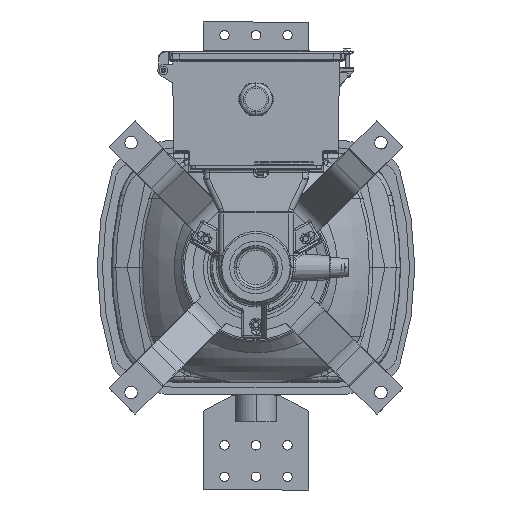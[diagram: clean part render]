
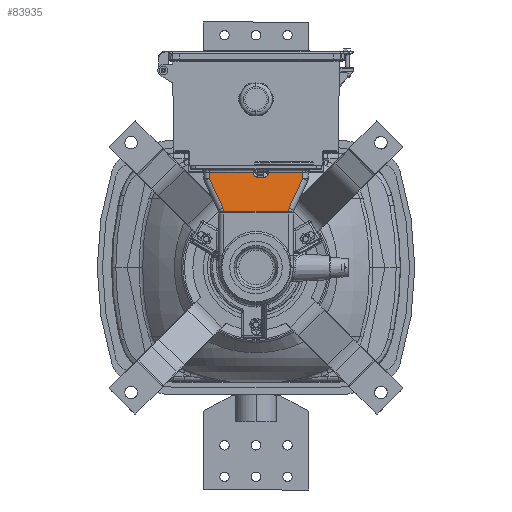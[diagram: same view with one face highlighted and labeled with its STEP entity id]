
A CAD part, front view. The second image highlights one B-rep face of the part: STEP entity #83935.
In plain terms, the highlighted planar face has unit normal (0, -0.994, 0.112).
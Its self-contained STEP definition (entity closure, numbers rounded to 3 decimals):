
#5548 =( BOUNDED_CURVE ( )  B_SPLINE_CURVE ( 3, ( #84609, #84628, #84611, #84612 ),
 .UNSPECIFIED., .F., .F. ) 
 B_SPLINE_CURVE_WITH_KNOTS ( ( 4, 4 ),
 ( 4.276, 4.629 ),
 .UNSPECIFIED. ) 
 CURVE ( )  GEOMETRIC_REPRESENTATION_ITEM ( )  RATIONAL_B_SPLINE_CURVE ( ( 1., 0.99, 0.99, 1. ) ) 
 REPRESENTATION_ITEM ( '' )  );
#5582 =( BOUNDED_CURVE ( )  B_SPLINE_CURVE ( 3, ( #82608, #82631, #82634, #82635 ),
 .UNSPECIFIED., .F., .T. ) 
 B_SPLINE_CURVE_WITH_KNOTS ( ( 4, 4 ),
 ( 3.142, 4.712 ),
 .UNSPECIFIED. ) 
 CURVE ( )  GEOMETRIC_REPRESENTATION_ITEM ( )  RATIONAL_B_SPLINE_CURVE ( ( 1., 0.805, 0.805, 1. ) ) 
 REPRESENTATION_ITEM ( '' )  );
#5624 =( BOUNDED_CURVE ( )  B_SPLINE_CURVE ( 3, ( #82749, #82762, #82731, #82737 ),
 .UNSPECIFIED., .F., .T. ) 
 B_SPLINE_CURVE_WITH_KNOTS ( ( 4, 4 ),
 ( 1.654, 2.007 ),
 .UNSPECIFIED. ) 
 CURVE ( )  GEOMETRIC_REPRESENTATION_ITEM ( )  RATIONAL_B_SPLINE_CURVE ( ( 1., 0.99, 0.99, 1. ) ) 
 REPRESENTATION_ITEM ( '' )  );
#5630 =( BOUNDED_CURVE ( )  B_SPLINE_CURVE ( 3, ( #80184, #80241, #80206, #80254 ),
 .UNSPECIFIED., .F., .T. ) 
 B_SPLINE_CURVE_WITH_KNOTS ( ( 4, 4 ),
 ( 4.712, 6.283 ),
 .UNSPECIFIED. ) 
 CURVE ( )  GEOMETRIC_REPRESENTATION_ITEM ( )  RATIONAL_B_SPLINE_CURVE ( ( 1., 0.805, 0.805, 1. ) ) 
 REPRESENTATION_ITEM ( '' )  );
#6700 = VECTOR ( 'NONE', #84269, 1000. ) ;
#6706 = LINE ( 'NONE', #84267, #6700 ) ;
#6736 = LINE ( 'NONE', #84413, #6767 ) ;
#6740 = LINE ( 'NONE', #84427, #6780 ) ;
#6761 = LINE ( 'NONE', #84464, #6763 ) ;
#6763 = VECTOR ( 'NONE', #84488, 1000. ) ;
#6767 = VECTOR ( 'NONE', #84441, 1000. ) ;
#6780 = VECTOR ( 'NONE', #84409, 1000. ) ;
#6795 = VECTOR ( 'NONE', #84527, 1000. ) ;
#6830 = LINE ( 'NONE', #84502, #6795 ) ;
#7067 = LINE ( 'NONE', #82611, #7091 ) ;
#7091 = VECTOR ( 'NONE', #82630, 1000. ) ;
#7117 = VECTOR ( 'NONE', #82768, 1000. ) ;
#7145 = LINE ( 'NONE', #82702, #7117 ) ;
#7158 = VECTOR ( 'NONE', #82734, 1000. ) ;
#7188 = LINE ( 'NONE', #82726, #7158 ) ;
#7197 = VECTOR ( 'NONE', #80113, 1000. ) ;
#7230 = LINE ( 'NONE', #80093, #7197 ) ;
#7268 = LINE ( 'NONE', #80446, #7279 ) ;
#7279 = VECTOR ( 'NONE', #80441, 1000. ) ;
#26535 = VERTEX_POINT ( 'NONE', #95072 ) ;
#26586 = VERTEX_POINT ( 'NONE', #93668 ) ;
#26608 = VERTEX_POINT ( 'NONE', #93745 ) ;
#26678 = VERTEX_POINT ( 'NONE', #93787 ) ;
#26795 = VERTEX_POINT ( 'NONE', #93911 ) ;
#33912 = DIRECTION ( 'NONE',  ( 0., 0.994, -0.112 ) ) ;
#33918 = DIRECTION ( 'NONE',  ( 0., 0.112, 0.994 ) ) ;
#33920 = CARTESIAN_POINT ( 'NONE',  ( 124.5, -100., 106. ) ) ;
#33935 = PLANE ( 'NONE',  #89429 ) ;
#47603 = EDGE_CURVE ( 'NONE', #53054, #53187, #6706, .T. ) ;
#47630 = EDGE_CURVE ( 'NONE', #53362, #53276, #6740, .T. ) ;
#47638 = EDGE_CURVE ( 'NONE', #53065, #53050, #6736, .T. ) ;
#47649 = EDGE_CURVE ( 'NONE', #53415, #53343, #6761, .T. ) ;
#47671 = EDGE_CURVE ( 'NONE', #53276, #53409, #6830, .T. ) ;
#47699 = EDGE_CURVE ( 'NONE', #53409, #53415, #5548, .T. ) ;
#47911 = EDGE_CURVE ( 'NONE', #26678, #53362, #7067, .T. ) ;
#47913 = EDGE_CURVE ( 'NONE', #53054, #53050, #5582, .T. ) ;
#47943 = EDGE_CURVE ( 'NONE', #26608, #26535, #7145, .T. ) ;
#47951 = EDGE_CURVE ( 'NONE', #26586, #26608, #7188, .T. ) ;
#47954 = EDGE_CURVE ( 'NONE', #53343, #26586, #5624, .T. ) ;
#47996 = EDGE_CURVE ( 'NONE', #26795, #26678, #7230, .T. ) ;
#48018 = EDGE_CURVE ( 'NONE', #26795, #53187, #5630, .T. ) ;
#48026 = EDGE_CURVE ( 'NONE', #26535, #53065, #7268, .T. ) ;
#53050 = VERTEX_POINT ( 'NONE', #72544 ) ;
#53054 = VERTEX_POINT ( 'NONE', #72553 ) ;
#53065 = VERTEX_POINT ( 'NONE', #72579 ) ;
#53187 = VERTEX_POINT ( 'NONE', #72794 ) ;
#53276 = VERTEX_POINT ( 'NONE', #73005 ) ;
#53343 = VERTEX_POINT ( 'NONE', #73206 ) ;
#53362 = VERTEX_POINT ( 'NONE', #73310 ) ;
#53409 = VERTEX_POINT ( 'NONE', #73356 ) ;
#53415 = VERTEX_POINT ( 'NONE', #73394 ) ;
#72544 = CARTESIAN_POINT ( 'NONE',  ( 23., -91.725, 179.553 ) ) ;
#72553 = CARTESIAN_POINT ( 'NONE',  ( 15., -92.625, 171.553 ) ) ;
#72579 = CARTESIAN_POINT ( 'NONE',  ( 23., -91.5, 181.553 ) ) ;
#72794 = CARTESIAN_POINT ( 'NONE',  ( 3., -92.625, 171.553 ) ) ;
#73005 = CARTESIAN_POINT ( 'NONE',  ( -89., -92.875, 169.336 ) ) ;
#73206 = CARTESIAN_POINT ( 'NONE',  ( 61.069, -99.937, 106.557 ) ) ;
#73310 = CARTESIAN_POINT ( 'NONE',  ( -89., -91.5, 181.553 ) ) ;
#73356 = CARTESIAN_POINT ( 'NONE',  ( -62.876, -99.172, 113.357 ) ) ;
#73394 = CARTESIAN_POINT ( 'NONE',  ( -61.069, -99.937, 106.557 ) ) ;
#80093 = CARTESIAN_POINT ( 'NONE',  ( -5., -91., 186. ) ) ;
#80113 = DIRECTION ( 'NONE',  ( 0., 0.112, 0.994 ) ) ;
#80184 = CARTESIAN_POINT ( 'NONE',  ( -5., -91.725, 179.553 ) ) ;
#80206 = CARTESIAN_POINT ( 'NONE',  ( -1.686, -92.625, 171.553 ) ) ;
#80241 = CARTESIAN_POINT ( 'NONE',  ( -5., -92.253, 174.867 ) ) ;
#80254 = CARTESIAN_POINT ( 'NONE',  ( 3., -92.625, 171.553 ) ) ;
#80441 = DIRECTION ( 'NONE',  ( -1., 0., 0. ) ) ;
#80446 = CARTESIAN_POINT ( 'NONE',  ( 19., -91.5, 181.553 ) ) ;
#81012 = FACE_OUTER_BOUND ( 'NONE', #126762, .T. ) ;
#82608 = CARTESIAN_POINT ( 'NONE',  ( 15., -92.625, 171.553 ) ) ;
#82611 = CARTESIAN_POINT ( 'NONE',  ( -89., -91.5, 181.553 ) ) ;
#82630 = DIRECTION ( 'NONE',  ( -1., 0., 0. ) ) ;
#82631 = CARTESIAN_POINT ( 'NONE',  ( 19.686, -92.625, 171.553 ) ) ;
#82634 = CARTESIAN_POINT ( 'NONE',  ( 23., -92.253, 174.867 ) ) ;
#82635 = CARTESIAN_POINT ( 'NONE',  ( 23., -91.725, 179.553 ) ) ;
#82702 = CARTESIAN_POINT ( 'NONE',  ( 89., -91.45, 182. ) ) ;
#82726 = CARTESIAN_POINT ( 'NONE',  ( 88.55, -92.983, 168.373 ) ) ;
#82731 = CARTESIAN_POINT ( 'NONE',  ( 61.874, -99.414, 111.21 ) ) ;
#82734 = DIRECTION ( 'NONE',  ( 0.421, 0.101, 0.902 ) ) ;
#82737 = CARTESIAN_POINT ( 'NONE',  ( 62.876, -99.172, 113.357 ) ) ;
#82749 = CARTESIAN_POINT ( 'NONE',  ( 61.069, -99.937, 106.557 ) ) ;
#82762 = CARTESIAN_POINT ( 'NONE',  ( 61.265, -99.672, 108.919 ) ) ;
#82768 = DIRECTION ( 'NONE',  ( 0., 0.112, 0.994 ) ) ;
#83935 = ADVANCED_FACE ( 'NONE', ( #81012 ), #33935, .F. ) ;
#84267 = CARTESIAN_POINT ( 'NONE',  ( 124.5, -92.625, 171.553 ) ) ;
#84269 = DIRECTION ( 'NONE',  ( -1., 0., 0. ) ) ;
#84409 = DIRECTION ( 'NONE',  ( 0., -0.112, -0.994 ) ) ;
#84413 = CARTESIAN_POINT ( 'NONE',  ( 23., -92.125, 176. ) ) ;
#84427 = CARTESIAN_POINT ( 'NONE',  ( -89., -93., 168.218 ) ) ;
#84441 = DIRECTION ( 'NONE',  ( 0., -0.112, -0.994 ) ) ;
#84464 = CARTESIAN_POINT ( 'NONE',  ( 71., -99.937, 106.557 ) ) ;
#84488 = DIRECTION ( 'NONE',  ( 1., 0., 0. ) ) ;
#84502 = CARTESIAN_POINT ( 'NONE',  ( -62.427, -99.281, 112.394 ) ) ;
#84527 = DIRECTION ( 'NONE',  ( 0.421, -0.101, -0.902 ) ) ;
#84609 = CARTESIAN_POINT ( 'NONE',  ( -62.876, -99.172, 113.357 ) ) ;
#84611 = CARTESIAN_POINT ( 'NONE',  ( -61.265, -99.672, 108.919 ) ) ;
#84612 = CARTESIAN_POINT ( 'NONE',  ( -61.069, -99.937, 106.557 ) ) ;
#84628 = CARTESIAN_POINT ( 'NONE',  ( -61.874, -99.414, 111.21 ) ) ;
#89429 = AXIS2_PLACEMENT_3D ( 'NONE', #33920, #33912, #33918 ) ;
#93668 = CARTESIAN_POINT ( 'NONE',  ( 62.876, -99.172, 113.357 ) ) ;
#93745 = CARTESIAN_POINT ( 'NONE',  ( 89., -92.875, 169.336 ) ) ;
#93787 = CARTESIAN_POINT ( 'NONE',  ( -5., -91.5, 181.553 ) ) ;
#93911 = CARTESIAN_POINT ( 'NONE',  ( -5., -91.725, 179.553 ) ) ;
#95072 = CARTESIAN_POINT ( 'NONE',  ( 89., -91.5, 181.553 ) ) ;
#124358 = ORIENTED_EDGE ( 'NONE', *, *, #47996, .T. ) ;
#124363 = ORIENTED_EDGE ( 'NONE', *, *, #47603, .T. ) ;
#124370 = ORIENTED_EDGE ( 'NONE', *, *, #48026, .T. ) ;
#124371 = ORIENTED_EDGE ( 'NONE', *, *, #47943, .T. ) ;
#124394 = ORIENTED_EDGE ( 'NONE', *, *, #47951, .T. ) ;
#124397 = ORIENTED_EDGE ( 'NONE', *, *, #47911, .T. ) ;
#124399 = ORIENTED_EDGE ( 'NONE', *, *, #47638, .T. ) ;
#124419 = ORIENTED_EDGE ( 'NONE', *, *, #47954, .T. ) ;
#124431 = ORIENTED_EDGE ( 'NONE', *, *, #48018, .F. ) ;
#124432 = ORIENTED_EDGE ( 'NONE', *, *, #47649, .T. ) ;
#124440 = ORIENTED_EDGE ( 'NONE', *, *, #47699, .T. ) ;
#124443 = ORIENTED_EDGE ( 'NONE', *, *, #47630, .T. ) ;
#124464 = ORIENTED_EDGE ( 'NONE', *, *, #47913, .F. ) ;
#124473 = ORIENTED_EDGE ( 'NONE', *, *, #47671, .T. ) ;
#126762 = EDGE_LOOP ( 'NONE', ( #124358, #124397, #124443, #124473, #124440, #124432, #124419, #124394, #124371, #124370, #124399, #124464, #124363, #124431 ) ) ;
